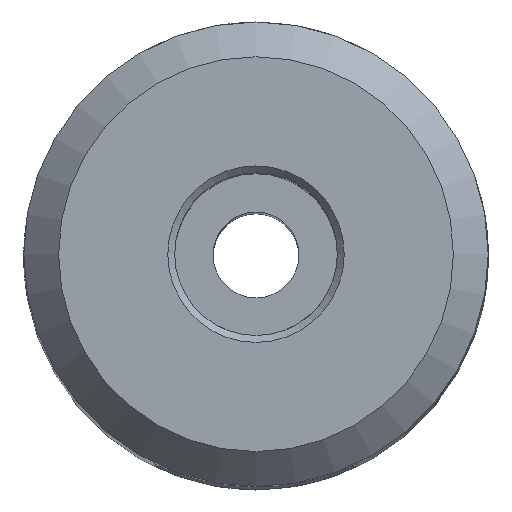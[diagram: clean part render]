
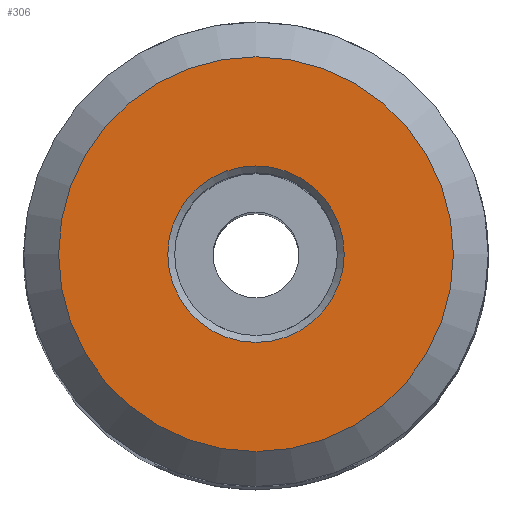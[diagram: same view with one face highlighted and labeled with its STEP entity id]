
A CAD part, top view. The second image highlights one B-rep face of the part: STEP entity #306.
In plain terms, the highlighted planar face has unit normal (0, 0, 1).
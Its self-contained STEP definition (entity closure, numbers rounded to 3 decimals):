
#29 = DIRECTION ( 'NONE',  ( 0., 0., 1. ) ) ;
#79 = AXIS2_PLACEMENT_3D ( 'NONE', #708, #1191, #99 ) ;
#99 = DIRECTION ( 'NONE',  ( 1., 0., 0. ) ) ;
#157 = EDGE_CURVE ( 'NONE', #1076, #1076, #840, .T. ) ;
#306 = ADVANCED_FACE ( 'NONE', ( #998, #1325 ), #877, .T. ) ;
#361 = VERTEX_POINT ( 'NONE', #1210 ) ;
#398 = EDGE_LOOP ( 'NONE', ( #511 ) ) ;
#475 = CARTESIAN_POINT ( 'NONE',  ( 8.5, 0., 90. ) ) ;
#478 = ORIENTED_EDGE ( 'NONE', *, *, #157, .T. ) ;
#511 = ORIENTED_EDGE ( 'NONE', *, *, #601, .T. ) ;
#521 = DIRECTION ( 'NONE',  ( 1., 0., 0. ) ) ;
#535 = DIRECTION ( 'NONE',  ( 1., 0., 0. ) ) ;
#601 = EDGE_CURVE ( 'NONE', #361, #361, #947, .T. ) ;
#708 = CARTESIAN_POINT ( 'NONE',  ( 0., 0., 90. ) ) ;
#791 = DIRECTION ( 'NONE',  ( 0., 0., -1. ) ) ;
#840 = CIRCLE ( 'NONE', #79, 8.5 ) ;
#877 = PLANE ( 'NONE',  #1001 ) ;
#947 = CIRCLE ( 'NONE', #1277, 3.8 ) ;
#998 = FACE_BOUND ( 'NONE', #398, .T. ) ;
#1001 = AXIS2_PLACEMENT_3D ( 'NONE', #1574, #29, #521 ) ;
#1076 = VERTEX_POINT ( 'NONE', #475 ) ;
#1191 = DIRECTION ( 'NONE',  ( 0., 0., 1. ) ) ;
#1210 = CARTESIAN_POINT ( 'NONE',  ( 3.8, 0., 90. ) ) ;
#1277 = AXIS2_PLACEMENT_3D ( 'NONE', #1507, #791, #535 ) ;
#1325 = FACE_OUTER_BOUND ( 'NONE', #1416, .T. ) ;
#1416 = EDGE_LOOP ( 'NONE', ( #478 ) ) ;
#1507 = CARTESIAN_POINT ( 'NONE',  ( 0., 0., 90. ) ) ;
#1574 = CARTESIAN_POINT ( 'NONE',  ( 0., 0., 90. ) ) ;
